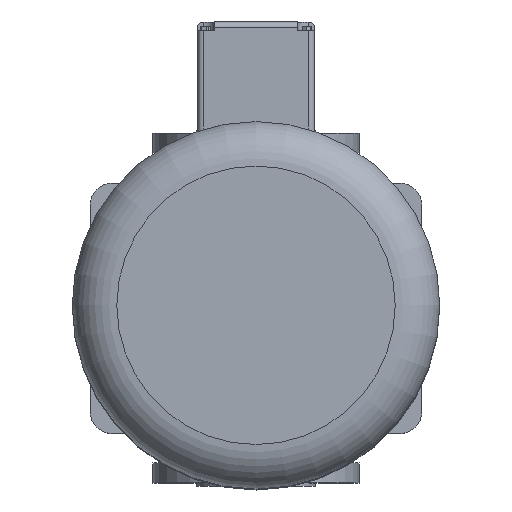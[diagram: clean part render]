
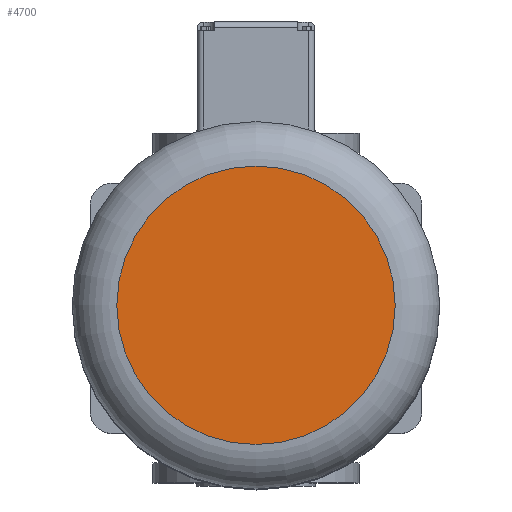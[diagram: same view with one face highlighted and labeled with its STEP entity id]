
A CAD part, top view. The second image highlights one B-rep face of the part: STEP entity #4700.
In plain terms, the highlighted planar face has unit normal (0, 0, 1).
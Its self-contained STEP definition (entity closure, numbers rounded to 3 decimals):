
#4700=ADVANCED_FACE('',(#8710),#8712,.T.);
#8710=FACE_BOUND('',#8711,.T.);
#8711=EDGE_LOOP('',(#11468));
#8712=PLANE('',#8713);
#8713=AXIS2_PLACEMENT_3D('',#8714,#8715,#8716);
#8714=CARTESIAN_POINT('',(0.,0.,1600.));
#8715=DIRECTION('',(0.,0.,1.));
#8716=DIRECTION('',(0.,1.,0.));
#11468=ORIENTED_EDGE('',*,*,#12888,.F.);
#12888=EDGE_CURVE('',#15282,#15282,#15283,.T.);
#15282=VERTEX_POINT('',#23101);
#15283=CIRCLE('',#23102,125.);
#23101=CARTESIAN_POINT('',(0.,125.,1600.));
#23102=AXIS2_PLACEMENT_3D('',#23103,#23104,#23105);
#23103=CARTESIAN_POINT('',(0.,0.,1600.));
#23104=DIRECTION('',(0.,0.,-1.));
#23105=DIRECTION('',(0.,1.,0.));
